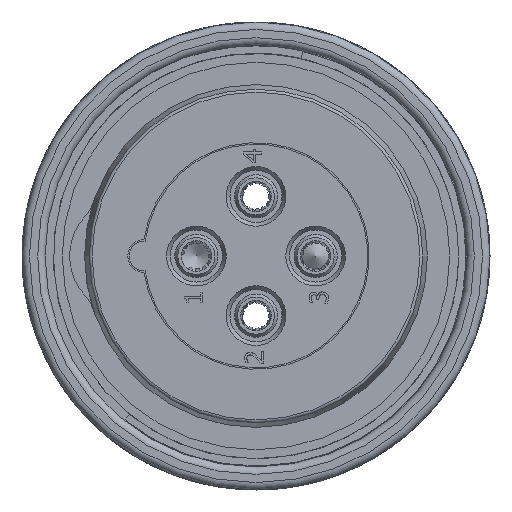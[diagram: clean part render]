
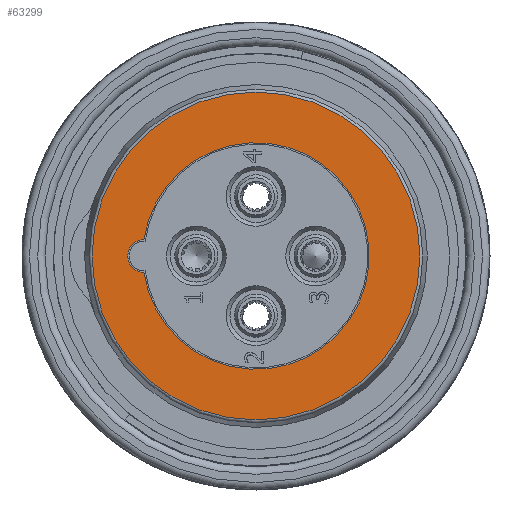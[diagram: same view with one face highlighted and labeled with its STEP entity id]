
A CAD part, left-side view. The second image highlights one B-rep face of the part: STEP entity #63299.
In plain terms, the highlighted planar face has unit normal (-1, 0, 0).
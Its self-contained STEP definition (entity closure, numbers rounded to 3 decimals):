
#2959=PLANE('',#66998);
#3106=FACE_OUTER_BOUND('',#7979,.T.);
#6760=CIRCLE('',#66988,7.6);
#6762=CIRCLE('',#66991,1.1);
#6766=CIRCLE('',#66999,10.998);
#6767=CIRCLE('',#67000,10.998);
#7565=FACE_BOUND('',#7980,.T.);
#7979=EDGE_LOOP('',(#39051,#39052));
#7980=EDGE_LOOP('',(#39053,#39054));
#22327=VERTEX_POINT('',#73421);
#22328=VERTEX_POINT('',#73422);
#22331=VERTEX_POINT('',#73438);
#22332=VERTEX_POINT('',#73439);
#28999=EDGE_CURVE('',#22327,#22328,#6760,.T.);
#29003=EDGE_CURVE('',#22328,#22327,#6762,.T.);
#29007=EDGE_CURVE('',#22331,#22332,#6766,.T.);
#29008=EDGE_CURVE('',#22332,#22331,#6767,.T.);
#39051=ORIENTED_EDGE('',*,*,#29007,.F.);
#39052=ORIENTED_EDGE('',*,*,#29008,.F.);
#39053=ORIENTED_EDGE('',*,*,#28999,.T.);
#39054=ORIENTED_EDGE('',*,*,#29003,.T.);
#63299=ADVANCED_FACE('',(#3106,#7565),#2959,.T.);
#66988=AXIS2_PLACEMENT_3D('',#73423,#68670,#68671);
#66991=AXIS2_PLACEMENT_3D('',#73430,#68678,#68679);
#66998=AXIS2_PLACEMENT_3D('',#73437,#68692,#68693);
#66999=AXIS2_PLACEMENT_3D('',#73440,#68694,#68695);
#67000=AXIS2_PLACEMENT_3D('',#73441,#68696,#68697);
#68670=DIRECTION('center_axis',(1.,0.,0.));
#68671=DIRECTION('ref_axis',(0.,-0.989,0.145));
#68678=DIRECTION('center_axis',(1.,0.,0.));
#68679=DIRECTION('ref_axis',(0.,-0.018,-1.));
#68692=DIRECTION('center_axis',(-1.,0.,0.));
#68693=DIRECTION('ref_axis',(0.,0.,1.));
#68694=DIRECTION('center_axis',(1.,0.,0.));
#68695=DIRECTION('ref_axis',(0.,-1.,0.));
#68696=DIRECTION('center_axis',(1.,0.,0.));
#68697=DIRECTION('ref_axis',(0.,-1.,0.));
#73421=CARTESIAN_POINT('',(0.,7.52,1.1));
#73422=CARTESIAN_POINT('',(0.,7.52,-1.1));
#73423=CARTESIAN_POINT('Origin',(0.,0.,0.));
#73430=CARTESIAN_POINT('Origin',(0.,7.5,0.));
#73437=CARTESIAN_POINT('Origin',(0.,11.5,0.));
#73438=CARTESIAN_POINT('',(0.,10.998,0.));
#73439=CARTESIAN_POINT('',(0.,0.,10.998));
#73440=CARTESIAN_POINT('Origin',(0.,0.,0.));
#73441=CARTESIAN_POINT('Origin',(0.,0.,0.));
